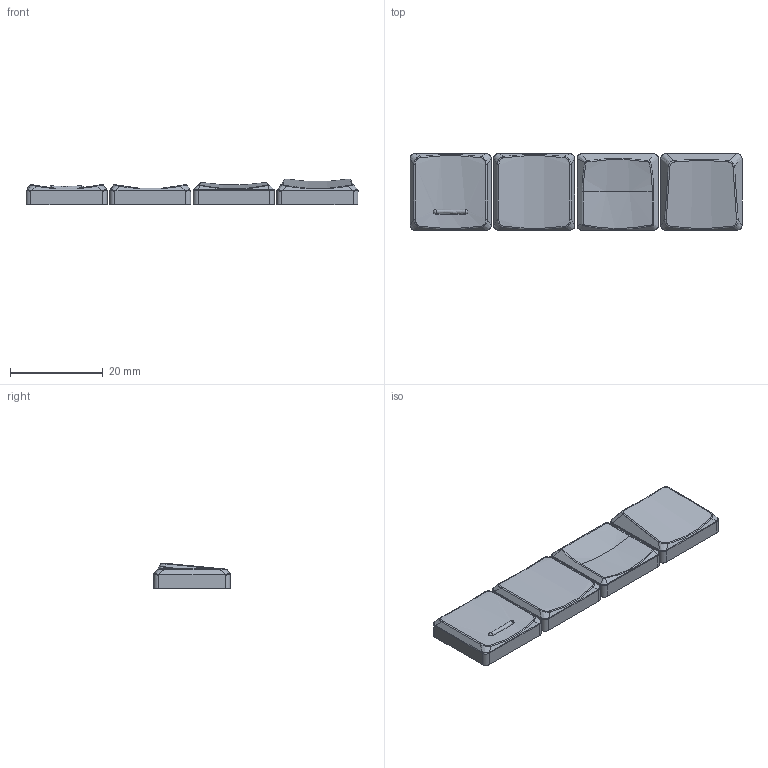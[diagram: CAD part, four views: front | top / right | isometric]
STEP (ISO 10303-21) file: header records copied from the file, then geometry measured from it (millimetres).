
FILE_DESCRIPTION(/* description */ ('Open CASCADE Model'),/* implementation_level */ '2;1');
FILE_NAME(/* name */ 'MK5 keycaps v31 Choc V2 Choc Spaced.step',/* time_stamp */ '2025-07-08T12:29:18-04:00',/* author */ (''),/* organization */ (''),/* preprocessor_version */ 'ST-DEVELOPER v20.1',/* originating_system */ 'Autodesk Translation Framework v14.10.0.0',/* authorisation */ '');
FILE_SCHEMA (('AUTOMOTIVE_DESIGN { 1 0 10303 214 3 1 1 }'));
Length unit declared in the file: millimetre
Products named in the file (1): Open CASCADE STEP translator 7.5 1
Bounding box: 71.59 x 16.5 x 5.53 mm (x, y, z)
Volume: 2295.8 mm3; surface area: 4244.6 mm2
Topology: 4 solids, 4 shells, 274 faces, 660 edges, 406 vertices
Faces by surface type: bspline 146, plane 112, cylinder 12, cone 4
Full cylindrical faces by diameter (mm): 5.45 x4
Entity records: 10333 total; most frequent: CARTESIAN_POINT 4581, ORIENTED_EDGE 1318, DIRECTION 958, EDGE_CURVE 659, VERTEX_POINT 406, LINE 324, VECTOR 324, AXIS2_PLACEMENT_3D 317
